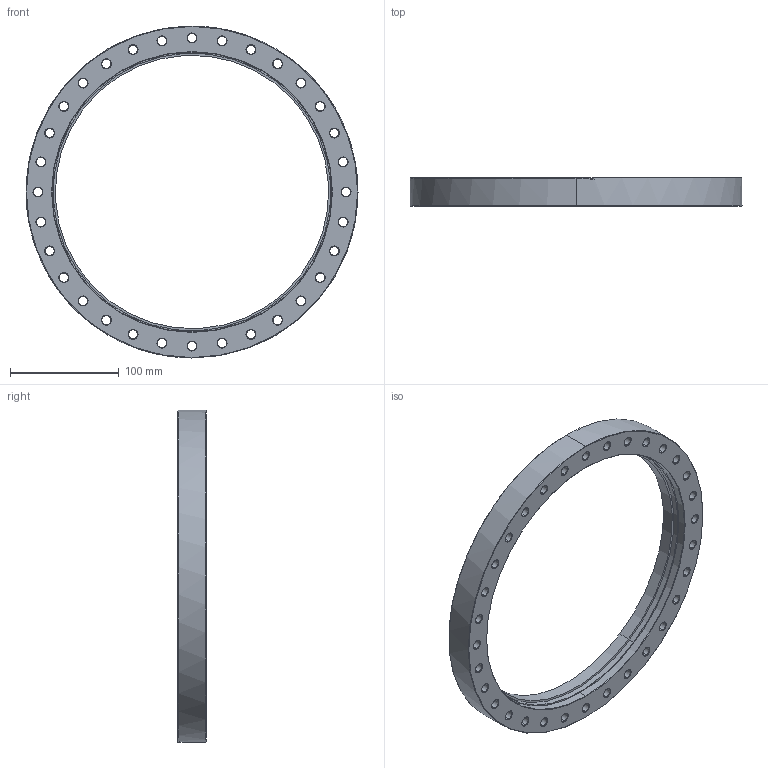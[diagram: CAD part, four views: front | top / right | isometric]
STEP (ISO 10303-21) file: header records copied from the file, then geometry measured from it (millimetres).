
FILE_DESCRIPTION (( 'STEP AP214' ), '1' );
FILE_NAME ('Hositrad_CF250-256-R.STEP', '2017-05-02T10:47:33', ( 'Gebruiker' ), ( '' ), 'SwSTEP 2.0', 'SolidWorks 2017', '' );
FILE_SCHEMA (( 'AUTOMOTIVE_DESIGN' ));
Length unit declared in the file: millimetre
Products named in the file (3): CF250-BR innerring_CF250-256; NW250CF_W_-256; Hositrad_CF250-256-R
Assembly tree (2 placements, depth 2):
  Hositrad_CF250-256-R
    NW250CF_W_-256
    CF250-BR innerring_CF250-256
Bounding box: 306 x 26 x 306 mm (x, y, z)
Volume: 530688.7 mm3; surface area: 151955.2 mm2
Topology: 2 solids, 2 shells, 232 faces, 540 edges, 313 vertices
Faces by surface type: cone 143, cylinder 76, plane 13
Entity records: 6851 total; most frequent: DIRECTION 1313, CARTESIAN_POINT 1102, ORIENTED_EDGE 1080, EDGE_CURVE 540, AXIS2_PLACEMENT_3D 540, VERTEX_POINT 313, CIRCLE 303, EDGE_LOOP 301
